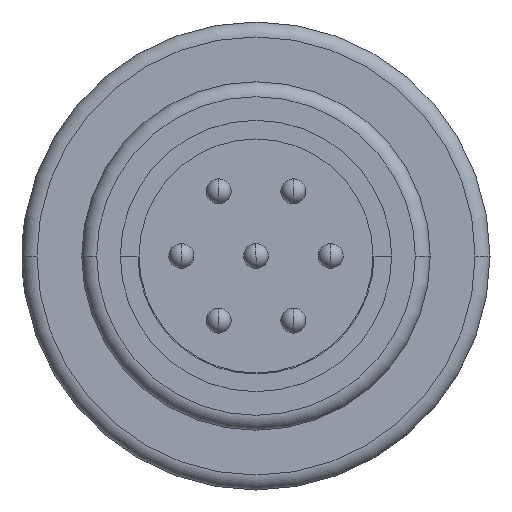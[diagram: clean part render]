
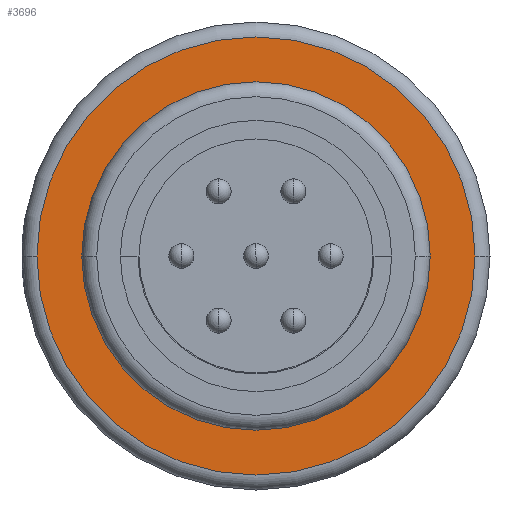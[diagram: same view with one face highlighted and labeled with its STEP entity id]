
A CAD part, left-side view. The second image highlights one B-rep face of the part: STEP entity #3696.
In plain terms, the highlighted planar face has unit normal (-1, 0, 0).
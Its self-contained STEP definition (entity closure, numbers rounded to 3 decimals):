
#231=CARTESIAN_POINT('',(-2.3,0.,0.));
#232=DIRECTION('',(-1.,0.,0.));
#233=DIRECTION('',(0.,1.,0.));
#234=AXIS2_PLACEMENT_3D('',#231,#232,#233);
#254=CARTESIAN_POINT('',(-2.3,0.,0.));
#255=DIRECTION('',(1.,0.,0.));
#256=DIRECTION('',(0.,1.,0.));
#257=AXIS2_PLACEMENT_3D('',#254,#255,#256);
#262=CARTESIAN_POINT('',(-2.3,0.,0.));
#263=DIRECTION('',(-1.,0.,0.));
#264=DIRECTION('',(0.,-1.,0.));
#265=AXIS2_PLACEMENT_3D('',#262,#263,#264);
#270=CARTESIAN_POINT('',(-2.3,0.,0.));
#271=DIRECTION('',(-1.,0.,0.));
#272=DIRECTION('',(0.,1.,0.));
#273=AXIS2_PLACEMENT_3D('',#270,#271,#272);
#3321=CARTESIAN_POINT('',(-2.3,3.5,0.));
#3322=CARTESIAN_POINT('',(-2.3,-3.5,0.));
#3323=VERTEX_POINT('',#3321);
#3324=VERTEX_POINT('',#3322);
#3353=CARTESIAN_POINT('',(-2.3,-4.4,0.));
#3354=CARTESIAN_POINT('',(-2.3,4.4,0.));
#3355=VERTEX_POINT('',#3353);
#3356=VERTEX_POINT('',#3354);
#3681=CARTESIAN_POINT('',(-2.3,0.,0.));
#3682=DIRECTION('',(1.,0.,0.));
#3683=DIRECTION('',(0.,-1.,0.));
#3684=AXIS2_PLACEMENT_3D('',#3681,#3682,#3683);
#3685=PLANE('',#3684);
#3687=ORIENTED_EDGE('',*,*,#3686,.F.);
#3689=ORIENTED_EDGE('',*,*,#3688,.F.);
#3690=EDGE_LOOP('',(#3687,#3689));
#3691=FACE_OUTER_BOUND('',#3690,.F.);
#3692=ORIENTED_EDGE('',*,*,#3668,.F.);
#3693=ORIENTED_EDGE('',*,*,#3647,.T.);
#3694=EDGE_LOOP('',(#3692,#3693));
#3695=FACE_BOUND('',#3694,.F.);
#235=CIRCLE('',#234,3.5);
#258=CIRCLE('',#257,3.5);
#266=CIRCLE('',#265,4.4);
#274=CIRCLE('',#273,4.4);
#3647=EDGE_CURVE('',#3323,#3324,#235,.T.);
#3668=EDGE_CURVE('',#3323,#3324,#258,.T.);
#3686=EDGE_CURVE('',#3355,#3356,#266,.T.);
#3688=EDGE_CURVE('',#3356,#3355,#274,.T.);
#3696=ADVANCED_FACE('',(#3691,#3695),#3685,.F.);
